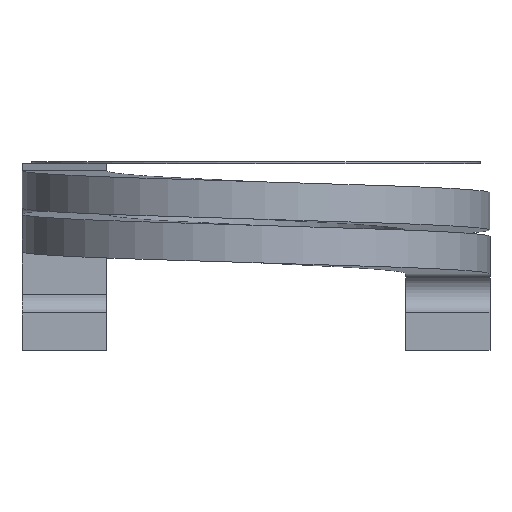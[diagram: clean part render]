
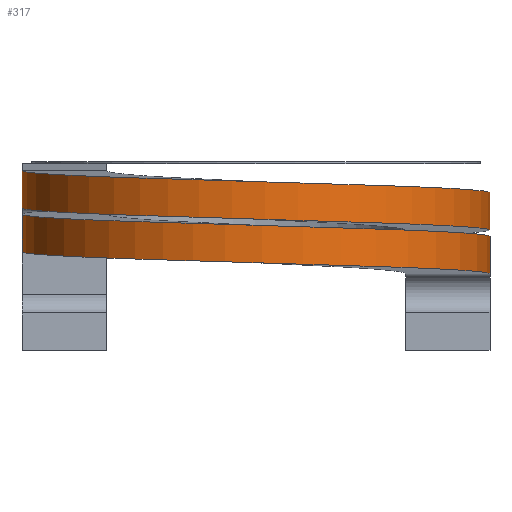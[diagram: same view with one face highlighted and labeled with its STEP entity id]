
A CAD part, front view. The second image highlights one B-rep face of the part: STEP entity #317.
In plain terms, the highlighted cylindrical face has radius 5 mm (diameter 10 mm), a partial arc.
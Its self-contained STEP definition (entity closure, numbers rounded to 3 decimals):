
#317 = ADVANCED_FACE( '', ( #641 ), #642, .T. );
#641 = FACE_OUTER_BOUND( '', #1065, .T. );
#642 = CYLINDRICAL_SURFACE( '', #1066, 5. );
#1065 = EDGE_LOOP( '', ( #2055, #2056, #2057, #2058 ) );
#1066 = AXIS2_PLACEMENT_3D( '', #2059, #2060, #2061 );
#2055 = ORIENTED_EDGE( '', *, *, #2552, .F. );
#2056 = ORIENTED_EDGE( '', *, *, #2632, .F. );
#2057 = ORIENTED_EDGE( '', *, *, #2384, .T. );
#2058 = ORIENTED_EDGE( '', *, *, #2529, .T. );
#2059 = CARTESIAN_POINT( '', ( 0., 0., -1. ) );
#2060 = DIRECTION( '', ( 0., 0., -1. ) );
#2061 = DIRECTION( '', ( 1., 0., 0. ) );
#2384 = EDGE_CURVE( '', #2786, #2784, #2787, .T. );
#2529 = EDGE_CURVE( '', #2784, #2721, #3021, .T. );
#2552 = EDGE_CURVE( '', #3050, #2721, #3052, .T. );
#2632 = EDGE_CURVE( '', #2786, #3050, #3148, .T. );
#2721 = VERTEX_POINT( '', #3300 );
#2784 = VERTEX_POINT( '', #3423 );
#2786 = VERTEX_POINT( '', #3426 );
#2787 = LINE( '', #3427, #3428 );
#3021 = ( BOUNDED_CURVE(  )B_SPLINE_CURVE( 2, ( #4191, #4192, #4193, #4194, #4195, #4196, #4197, #4198, #4199, #4200, #4201, #4202, #4203, #4204, #4205, #4206, #4207, #4208, #4209 ), .UNSPECIFIED., .F., .F. )B_SPLINE_CURVE_WITH_KNOTS( ( 3, 2, 2, 2, 2, 2, 2, 2, 2, 3 ), ( 0., 0.083, 0.167, 0.25, 0.333, 0.417, 0.5, 0.583, 0.667, 0.75 ), .UNSPECIFIED. )CURVE(  )GEOMETRIC_REPRESENTATION_ITEM(  )RATIONAL_B_SPLINE_CURVE( ( 1., 0.866, 1., 0.866, 1., 0.866, 1., 0.866, 1., 0.866, 1., 0.866, 1., 0.866, 1., 0.866, 1., 0.866, 1. ) )REPRESENTATION_ITEM( '' ) );
#3050 = VERTEX_POINT( '', #4258 );
#3052 = LINE( '', #4261, #4262 );
#3148 = ( BOUNDED_CURVE(  )B_SPLINE_CURVE( 2, ( #4463, #4464, #4465, #4466, #4467, #4468, #4469, #4470, #4471, #4472, #4473, #4474, #4475, #4476, #4477, #4478, #4479, #4480, #4481 ), .UNSPECIFIED., .F., .F. )B_SPLINE_CURVE_WITH_KNOTS( ( 3, 2, 2, 2, 2, 2, 2, 2, 2, 3 ), ( 0., 0.083, 0.167, 0.25, 0.333, 0.417, 0.5, 0.583, 0.667, 0.75 ), .UNSPECIFIED. )CURVE(  )GEOMETRIC_REPRESENTATION_ITEM(  )RATIONAL_B_SPLINE_CURVE( ( 1., 0.866, 1., 0.866, 1., 0.866, 1., 0.866, 1., 0.866, 1., 0.866, 1., 0.866, 1., 0.866, 1., 0.866, 1. ) )REPRESENTATION_ITEM( '' ) );
#3300 = CARTESIAN_POINT( '', ( -5., 0., 1.8 ) );
#3423 = CARTESIAN_POINT( '', ( 5., 0., 0.4 ) );
#3426 = CARTESIAN_POINT( '', ( 5., 0., -0.4 ) );
#3427 = CARTESIAN_POINT( '', ( 5., 0., -0.4 ) );
#3428 = VECTOR( '', #4643, 1000. );
#4191 = CARTESIAN_POINT( '', ( 5., 0., 0.4 ) );
#4192 = CARTESIAN_POINT( '', ( 5., -2.887, 0.478 ) );
#4193 = CARTESIAN_POINT( '', ( 2.5, -4.33, 0.556 ) );
#4194 = CARTESIAN_POINT( '', ( 0., -5.774, 0.633 ) );
#4195 = CARTESIAN_POINT( '', ( -2.5, -4.33, 0.711 ) );
#4196 = CARTESIAN_POINT( '', ( -5., -2.887, 0.789 ) );
#4197 = CARTESIAN_POINT( '', ( -5., 0., 0.867 ) );
#4198 = CARTESIAN_POINT( '', ( -5., 2.887, 0.944 ) );
#4199 = CARTESIAN_POINT( '', ( -2.5, 4.33, 1.022 ) );
#4200 = CARTESIAN_POINT( '', ( 0., 5.774, 1.1 ) );
#4201 = CARTESIAN_POINT( '', ( 2.5, 4.33, 1.178 ) );
#4202 = CARTESIAN_POINT( '', ( 5., 2.887, 1.256 ) );
#4203 = CARTESIAN_POINT( '', ( 5., 0., 1.333 ) );
#4204 = CARTESIAN_POINT( '', ( 5., -2.887, 1.411 ) );
#4205 = CARTESIAN_POINT( '', ( 2.5, -4.33, 1.489 ) );
#4206 = CARTESIAN_POINT( '', ( 0., -5.774, 1.567 ) );
#4207 = CARTESIAN_POINT( '', ( -2.5, -4.33, 1.644 ) );
#4208 = CARTESIAN_POINT( '', ( -5., -2.887, 1.722 ) );
#4209 = CARTESIAN_POINT( '', ( -5., 0., 1.8 ) );
#4258 = CARTESIAN_POINT( '', ( -5., 0., 1. ) );
#4261 = CARTESIAN_POINT( '', ( -5., 0., 1. ) );
#4262 = VECTOR( '', #4698, 1000. );
#4463 = CARTESIAN_POINT( '', ( 5., 0., -0.4 ) );
#4464 = CARTESIAN_POINT( '', ( 5., -2.887, -0.322 ) );
#4465 = CARTESIAN_POINT( '', ( 2.5, -4.33, -0.244 ) );
#4466 = CARTESIAN_POINT( '', ( 0., -5.774, -0.167 ) );
#4467 = CARTESIAN_POINT( '', ( -2.5, -4.33, -0.089 ) );
#4468 = CARTESIAN_POINT( '', ( -5., -2.887, -0.011 ) );
#4469 = CARTESIAN_POINT( '', ( -5., 0., 0.067 ) );
#4470 = CARTESIAN_POINT( '', ( -5., 2.887, 0.144 ) );
#4471 = CARTESIAN_POINT( '', ( -2.5, 4.33, 0.222 ) );
#4472 = CARTESIAN_POINT( '', ( 0., 5.774, 0.3 ) );
#4473 = CARTESIAN_POINT( '', ( 2.5, 4.33, 0.378 ) );
#4474 = CARTESIAN_POINT( '', ( 5., 2.887, 0.456 ) );
#4475 = CARTESIAN_POINT( '', ( 5., 0., 0.533 ) );
#4476 = CARTESIAN_POINT( '', ( 5., -2.887, 0.611 ) );
#4477 = CARTESIAN_POINT( '', ( 2.5, -4.33, 0.689 ) );
#4478 = CARTESIAN_POINT( '', ( 0., -5.774, 0.767 ) );
#4479 = CARTESIAN_POINT( '', ( -2.5, -4.33, 0.844 ) );
#4480 = CARTESIAN_POINT( '', ( -5., -2.887, 0.922 ) );
#4481 = CARTESIAN_POINT( '', ( -5., 0., 1. ) );
#4643 = DIRECTION( '', ( 0., 0., 1. ) );
#4698 = DIRECTION( '', ( 0., 0., 1. ) );
